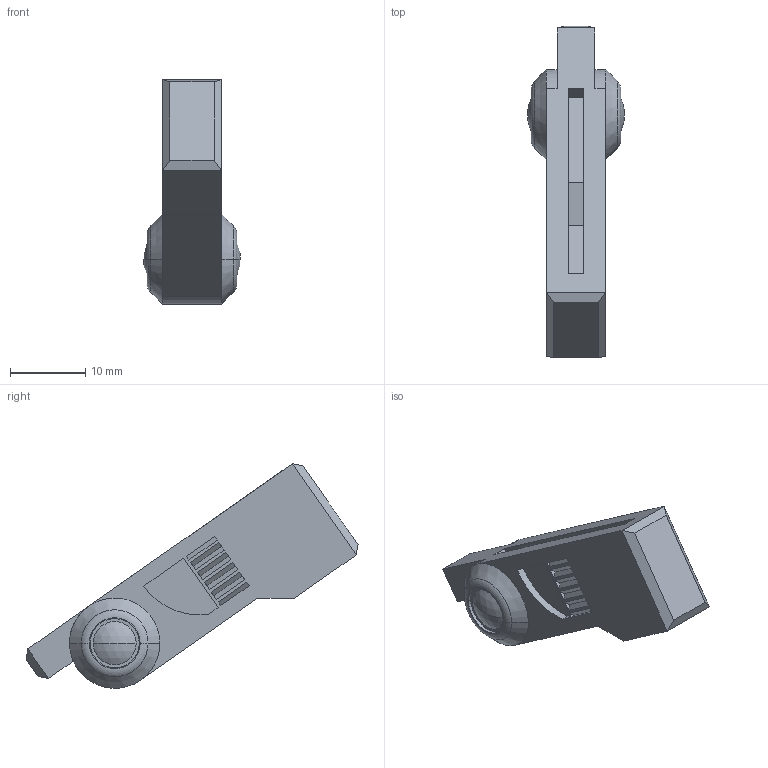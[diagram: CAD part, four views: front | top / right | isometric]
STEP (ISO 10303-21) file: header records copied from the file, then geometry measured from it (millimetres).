
FILE_DESCRIPTION (( 'STEP AP214' ), '1' );
FILE_NAME ('conector-Standard.step', '2023-08-02T10:53:26', ( '' ), ( '' ), 'SwSTEP 2.0', 'SolidWorks 2020', '' );
FILE_SCHEMA (( 'AUTOMOTIVE_DESIGN' ));
Length unit declared in the file: millimetre
Products named in the file (1): conector-Standard
Bounding box: 12.9 x 44.1 x 29.83 mm (x, y, z)
Volume: 4133.2 mm3; surface area: 2249.1 mm2
Topology: 1 solids, 1 shells, 109 faces, 250 edges, 162 vertices
Faces by surface type: plane 89, cylinder 8, sphere 4, torus 4, cone 4
Entity records: 3070 total; most frequent: CARTESIAN_POINT 522, DIRECTION 514, ORIENTED_EDGE 500, EDGE_CURVE 250, LINE 206, VECTOR 206, VERTEX_POINT 162, AXIS2_PLACEMENT_3D 154
